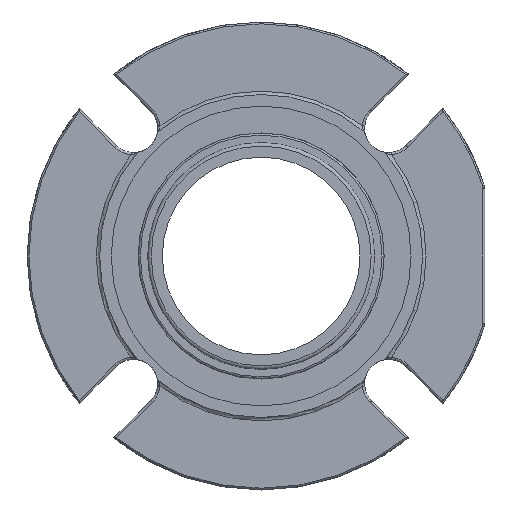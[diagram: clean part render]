
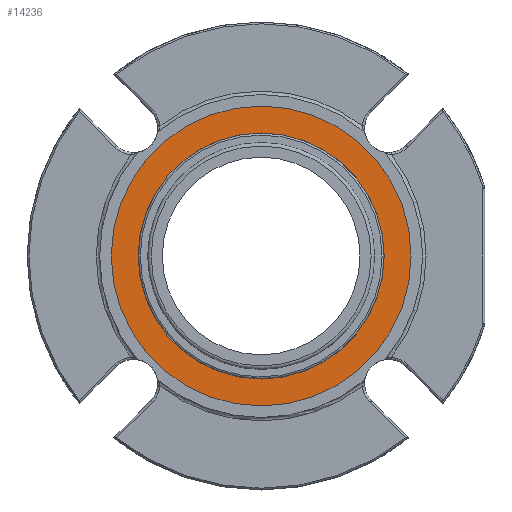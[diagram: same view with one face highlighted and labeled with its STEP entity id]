
A CAD part, left-side view. The second image highlights one B-rep face of the part: STEP entity #14236.
In plain terms, the highlighted planar face has unit normal (-1, 0, 0).
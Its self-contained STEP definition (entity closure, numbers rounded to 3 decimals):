
#1986=PLANE('',#15239);
#4935=ORIENTED_EDGE('',*,*,#6423,.T.);
#4936=ORIENTED_EDGE('',*,*,#6422,.F.);
#6422=EDGE_CURVE('',#7382,#7382,#7867,.F.);
#6423=EDGE_CURVE('',#7383,#7383,#7868,.T.);
#7382=VERTEX_POINT('',#25427);
#7383=VERTEX_POINT('',#25430);
#7867=CIRCLE('',#15238,53.34);
#7868=CIRCLE('',#15240,65.);
#8564=EDGE_LOOP('',(#4935));
#8565=EDGE_LOOP('',(#4936));
#9269=FACE_BOUND('',#8564,.T.);
#9270=FACE_BOUND('',#8565,.T.);
#14236=ADVANCED_FACE('',(#9269,#9270),#1986,.F.);
#15238=AXIS2_PLACEMENT_3D('',#25426,#17767,#17768);
#15239=AXIS2_PLACEMENT_3D('',#25428,#17769,#17770);
#15240=AXIS2_PLACEMENT_3D('',#25429,#17771,#17772);
#17767=DIRECTION('',(1.,0.,0.));
#17768=DIRECTION('',(0.,0.,-1.));
#17769=DIRECTION('',(1.,0.,0.));
#17770=DIRECTION('',(0.,0.,-1.));
#17771=DIRECTION('',(-1.,0.,0.));
#17772=DIRECTION('',(0.,0.,1.));
#25426=CARTESIAN_POINT('',(-0.483,0.,0.));
#25427=CARTESIAN_POINT('',(-0.483,0.,-53.34));
#25428=CARTESIAN_POINT('',(-0.483,0.,65.));
#25429=CARTESIAN_POINT('',(-0.483,0.,0.));
#25430=CARTESIAN_POINT('',(-0.483,0.,65.));
